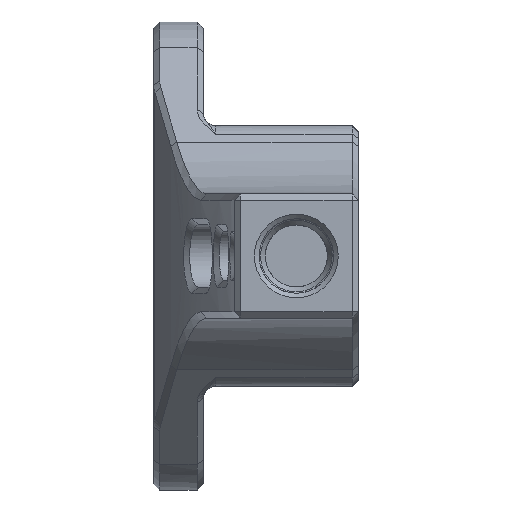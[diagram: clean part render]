
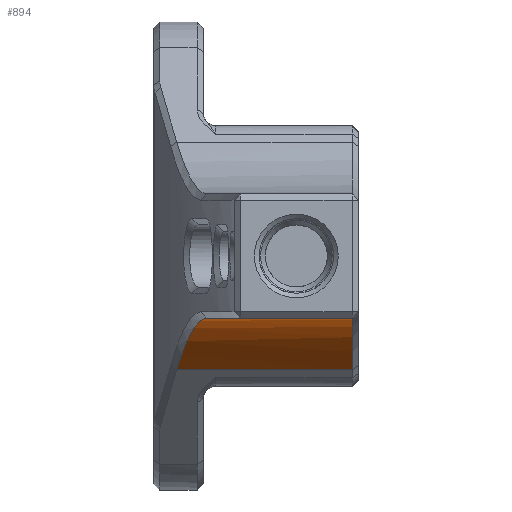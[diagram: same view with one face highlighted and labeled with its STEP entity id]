
A CAD part, left-side view. The second image highlights one B-rep face of the part: STEP entity #894.
In plain terms, the highlighted cylindrical face has radius 30 mm (diameter 60 mm), a partial arc.
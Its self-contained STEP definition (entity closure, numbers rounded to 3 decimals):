
#894=ADVANCED_FACE('',(#2790),#2792,.F.);
#2790=FACE_BOUND('',#2791,.T.);
#2791=EDGE_LOOP('',(#7268,#7269,#7270,#7271));
#2792=CYLINDRICAL_SURFACE('',#2793,30.);
#2793=AXIS2_PLACEMENT_3D('',#2794,#2795,#2796);
#2794=CARTESIAN_POINT('',(-47.048,20.,-40.));
#2795=DIRECTION('',(0.,-1.,0.));
#2796=DIRECTION('',(0.,0.,-1.));
#7268=ORIENTED_EDGE('',*,*,#7960,.F.);
#7269=ORIENTED_EDGE('',*,*,#8082,.T.);
#7270=ORIENTED_EDGE('',*,*,#7937,.F.);
#7271=ORIENTED_EDGE('',*,*,#8083,.T.);
#7937=EDGE_CURVE('',#8560,#8561,#8562,.T.);
#7960=EDGE_CURVE('',#8602,#8604,#8605,.T.);
#8082=EDGE_CURVE('',#8602,#8561,#8808,.T.);
#8083=EDGE_CURVE('',#8560,#8604,#8809,.T.);
#8560=VERTEX_POINT('',#12782);
#8561=VERTEX_POINT('',#12783);
#8562=LINE('',#12784,#12785);
#8602=VERTEX_POINT('',#12934);
#8604=VERTEX_POINT('',#12938);
#8605=LINE('',#12939,#12940);
#8808=CIRCLE('',#15509,30.);
#8809=B_SPLINE_CURVE_WITH_KNOTS('',3,
(#15513,#15514,#15515,#15516,#15517,#15518,#15519,#15520,#15521,#15522,#15523,#15524,
#15525,#15526,#15527,#15528,#15529,#15530,#15531,#15532,#15533,#15534,#15535,#15536,
#15537,#15538,#15539,#15540,#15541,#15542,#15543,#15544,#15545,#15546,#15547,#15548,
#15549,#15550,#15551,#15552,#15553,#15554,#15555,#15556,#15557,#15558,#15559,#15560,
#15561,#15562,#15563,#15564,#15565,#15566,#15567,#15568,#15569,#15570,#15571,#15572,
#15573,#15574,#15575,#15576,#15577,#15578,#15579,#15580,#15581,#15582,#15583,#15584,
#15585,#15586,#15587,#15588,#15589,#15590,#15591,#15592,#15593,#15594,#15595,#15596,
#15597,#15598,#15599,#15600,#15601),
.UNSPECIFIED.,.F.,.F.,
(4,2,1,1,1,1,2,2,2,1,1,1,1,2,2,2,2,1,1,1,1,2,2,2,1,1,1,1,2,2,2,1,1,1,1,2,2,2,1,1,
1,1,2,2,2,2,1,1,1,1,2,2,2,2,1,1,1,2,2,4),
(0.,0.063,0.094,0.109,0.117,0.121,
0.123,0.125,0.188,0.219,0.234,
0.242,0.246,0.248,0.25,0.313,
0.344,0.359,0.367,0.371,0.373,
0.374,0.375,0.406,0.422,0.43,
0.434,0.436,0.437,0.438,0.469,
0.484,0.492,0.496,0.498,0.499,
0.5,0.563,0.594,0.609,0.617,
0.621,0.623,0.625,0.688,0.719,
0.734,0.742,0.746,0.748,0.749,
0.75,0.813,0.844,0.859,0.867,
0.871,0.873,0.875,1.),
.UNSPECIFIED.);
#12782=CARTESIAN_POINT('',(-47.048,24.427,-10.));
#12783=CARTESIAN_POINT('',(-47.048,1.,-10.));
#12784=CARTESIAN_POINT('',(-47.048,24.427,-10.));
#12785=VECTOR('',#12786,1.);
#12786=DIRECTION('',(0.,-1.,0.));
#12934=CARTESIAN_POINT('',(-26.298,1.,-18.333));
#12938=CARTESIAN_POINT('',(-26.298,29.265,-18.333));
#12939=CARTESIAN_POINT('',(-26.298,1.,-18.333));
#12940=VECTOR('',#12941,1.);
#12941=DIRECTION('',(0.,1.,0.));
#15509=AXIS2_PLACEMENT_3D('',#15510,#15511,#15512);
#15510=CARTESIAN_POINT('',(-47.048,1.,-40.));
#15511=DIRECTION('',(0.,-1.,0.));
#15512=DIRECTION('',(0.692,0.,0.722));
#15513=CARTESIAN_POINT('',(-47.048,24.427,-10.));
#15514=CARTESIAN_POINT('',(-46.583,24.517,-10.));
#15515=CARTESIAN_POINT('',(-46.109,24.611,-10.011));
#15516=CARTESIAN_POINT('',(-45.386,24.756,-10.045));
#15517=CARTESIAN_POINT('',(-45.022,24.829,-10.067));
#15518=CARTESIAN_POINT('',(-44.593,24.917,-10.1));
#15519=CARTESIAN_POINT('',(-44.377,24.961,-10.119));
#15520=CARTESIAN_POINT('',(-44.268,24.983,-10.129));
#15521=CARTESIAN_POINT('',(-44.222,24.993,-10.133));
#15522=CARTESIAN_POINT('',(-44.191,24.999,-10.136));
#15523=CARTESIAN_POINT('',(-44.174,25.003,-10.138));
#15524=CARTESIAN_POINT('',(-43.709,25.098,-10.183));
#15525=CARTESIAN_POINT('',(-43.247,25.194,-10.238));
#15526=CARTESIAN_POINT('',(-42.538,25.344,-10.34));
#15527=CARTESIAN_POINT('',(-42.179,25.42,-10.396));
#15528=CARTESIAN_POINT('',(-41.754,25.511,-10.47));
#15529=CARTESIAN_POINT('',(-41.54,25.557,-10.51));
#15530=CARTESIAN_POINT('',(-41.433,25.58,-10.53));
#15531=CARTESIAN_POINT('',(-41.387,25.59,-10.539));
#15532=CARTESIAN_POINT('',(-41.356,25.597,-10.545));
#15533=CARTESIAN_POINT('',(-41.338,25.6,-10.548));
#15534=CARTESIAN_POINT('',(-40.9,25.695,-10.634));
#15535=CARTESIAN_POINT('',(-40.457,25.792,-10.729));
#15536=CARTESIAN_POINT('',(-39.765,25.945,-10.897));
#15537=CARTESIAN_POINT('',(-39.53,25.997,-10.956));
#15538=CARTESIAN_POINT('',(-39.171,26.077,-11.052));
#15539=CARTESIAN_POINT('',(-38.99,26.118,-11.102));
#15540=CARTESIAN_POINT('',(-38.776,26.166,-11.163));
#15541=CARTESIAN_POINT('',(-38.668,26.19,-11.194));
#15542=CARTESIAN_POINT('',(-38.614,26.202,-11.21));
#15543=CARTESIAN_POINT('',(-38.591,26.207,-11.217));
#15544=CARTESIAN_POINT('',(-38.575,26.211,-11.221));
#15545=CARTESIAN_POINT('',(-38.566,26.213,-11.224));
#15546=CARTESIAN_POINT('',(-38.351,26.262,-11.288));
#15547=CARTESIAN_POINT('',(-38.133,26.311,-11.354));
#15548=CARTESIAN_POINT('',(-37.793,26.389,-11.463));
#15549=CARTESIAN_POINT('',(-37.621,26.428,-11.519));
#15550=CARTESIAN_POINT('',(-37.414,26.476,-11.589));
#15551=CARTESIAN_POINT('',(-37.309,26.5,-11.625));
#15552=CARTESIAN_POINT('',(-37.256,26.512,-11.643));
#15553=CARTESIAN_POINT('',(-37.233,26.518,-11.651));
#15554=CARTESIAN_POINT('',(-37.218,26.521,-11.656));
#15555=CARTESIAN_POINT('',(-37.209,26.523,-11.659));
#15556=CARTESIAN_POINT('',(-37.016,26.568,-11.727));
#15557=CARTESIAN_POINT('',(-36.81,26.615,-11.8));
#15558=CARTESIAN_POINT('',(-36.475,26.694,-11.925));
#15559=CARTESIAN_POINT('',(-36.301,26.734,-11.991));
#15560=CARTESIAN_POINT('',(-36.086,26.785,-12.074));
#15561=CARTESIAN_POINT('',(-35.976,26.811,-12.118));
#15562=CARTESIAN_POINT('',(-35.92,26.824,-12.14));
#15563=CARTESIAN_POINT('',(-35.896,26.83,-12.15));
#15564=CARTESIAN_POINT('',(-35.88,26.834,-12.157));
#15565=CARTESIAN_POINT('',(-35.871,26.836,-12.16));
#15566=CARTESIAN_POINT('',(-35.419,26.942,-12.342));
#15567=CARTESIAN_POINT('',(-34.978,27.047,-12.531));
#15568=CARTESIAN_POINT('',(-34.324,27.205,-12.831));
#15569=CARTESIAN_POINT('',(-33.999,27.284,-12.985));
#15570=CARTESIAN_POINT('',(-33.624,27.375,-13.171));
#15571=CARTESIAN_POINT('',(-33.438,27.421,-13.265));
#15572=CARTESIAN_POINT('',(-33.345,27.444,-13.313));
#15573=CARTESIAN_POINT('',(-33.305,27.453,-13.333));
#15574=CARTESIAN_POINT('',(-33.279,27.46,-13.347));
#15575=CARTESIAN_POINT('',(-33.267,27.463,-13.353));
#15576=CARTESIAN_POINT('',(-32.773,27.584,-13.609));
#15577=CARTESIAN_POINT('',(-32.329,27.694,-13.855));
#15578=CARTESIAN_POINT('',(-31.714,27.849,-14.214));
#15579=CARTESIAN_POINT('',(-31.517,27.898,-14.333));
#15580=CARTESIAN_POINT('',(-31.233,27.97,-14.507));
#15581=CARTESIAN_POINT('',(-31.095,28.005,-14.593));
#15582=CARTESIAN_POINT('',(-30.938,28.045,-14.692));
#15583=CARTESIAN_POINT('',(-30.862,28.064,-14.742));
#15584=CARTESIAN_POINT('',(-30.823,28.074,-14.766));
#15585=CARTESIAN_POINT('',(-30.807,28.078,-14.777));
#15586=CARTESIAN_POINT('',(-30.796,28.081,-14.784));
#15587=CARTESIAN_POINT('',(-30.792,28.082,-14.786));
#15588=CARTESIAN_POINT('',(-30.356,28.193,-15.068));
#15589=CARTESIAN_POINT('',(-29.949,28.298,-15.346));
#15590=CARTESIAN_POINT('',(-29.37,28.448,-15.761));
#15591=CARTESIAN_POINT('',(-29.182,28.497,-15.899));
#15592=CARTESIAN_POINT('',(-28.908,28.569,-16.106));
#15593=CARTESIAN_POINT('',(-28.773,28.604,-16.208));
#15594=CARTESIAN_POINT('',(-28.619,28.645,-16.328));
#15595=CARTESIAN_POINT('',(-28.543,28.665,-16.388));
#15596=CARTESIAN_POINT('',(-28.51,28.673,-16.413));
#15597=CARTESIAN_POINT('',(-28.489,28.679,-16.43));
#15598=CARTESIAN_POINT('',(-28.48,28.681,-16.437));
#15599=CARTESIAN_POINT('',(-27.675,28.893,-17.072));
#15600=CARTESIAN_POINT('',(-26.955,29.087,-17.705));
#15601=CARTESIAN_POINT('',(-26.298,29.265,-18.333));
